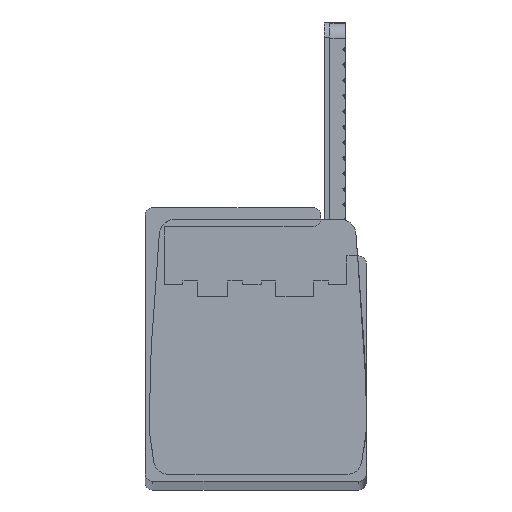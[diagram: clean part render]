
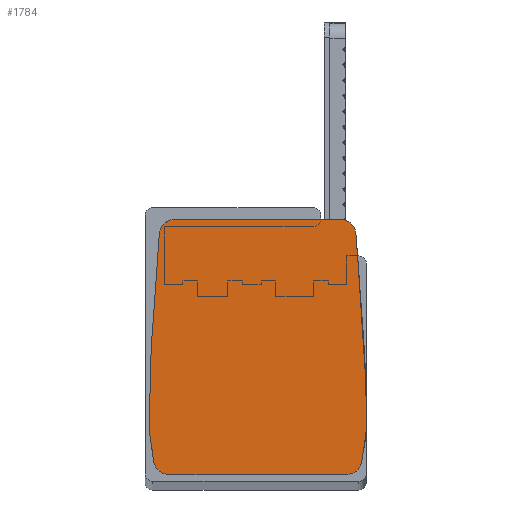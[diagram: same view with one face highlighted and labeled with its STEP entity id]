
A CAD part, top view. The second image highlights one B-rep face of the part: STEP entity #1784.
In plain terms, the highlighted planar face has unit normal (0, 0, 1).
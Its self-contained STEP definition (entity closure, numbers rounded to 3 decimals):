
#741 = EDGE_CURVE ( 'NONE', #7545, #7583, #32114, .T. ) ;
#745 = EDGE_CURVE ( 'NONE', #7583, #7519, #30167, .T. ) ;
#753 = EDGE_CURVE ( 'NONE', #7503, #7532, #32070, .T. ) ;
#775 = EDGE_CURVE ( 'NONE', #7503, #7613, #12866, .T. ) ;
#776 = EDGE_CURVE ( 'NONE', #7519, #7549, #32103, .T. ) ;
#777 = EDGE_CURVE ( 'NONE', #7507, #7613, #30165, .T. ) ;
#778 = EDGE_CURVE ( 'NONE', #7545, #7532, #12830, .T. ) ;
#782 = EDGE_CURVE ( 'NONE', #7543, #7549, #12852, .T. ) ;
#800 = EDGE_CURVE ( 'NONE', #7543, #7507, #32142, .T. ) ;
#1784 = ADVANCED_FACE ( 'NONE', ( #16747 ), #16722, .F. ) ;
#7503 = VERTEX_POINT ( 'NONE', #24971 ) ;
#7507 = VERTEX_POINT ( 'NONE', #25016 ) ;
#7519 = VERTEX_POINT ( 'NONE', #25069 ) ;
#7532 = VERTEX_POINT ( 'NONE', #25038 ) ;
#7543 = VERTEX_POINT ( 'NONE', #25078 ) ;
#7545 = VERTEX_POINT ( 'NONE', #25083 ) ;
#7549 = VERTEX_POINT ( 'NONE', #25048 ) ;
#7583 = VERTEX_POINT ( 'NONE', #25052 ) ;
#7613 = VERTEX_POINT ( 'NONE', #25080 ) ;
#8494 = EDGE_LOOP ( 'NONE', ( #27996, #27833, #27902, #27923, #27835, #27972, #28000, #27951, #27953 ) ) ;
#12685 = CARTESIAN_POINT ( 'NONE',  ( 747.927, 271.23, 220.276 ) ) ;
#12691 = CARTESIAN_POINT ( 'NONE',  ( 746.936, 271.155, 220.276 ) ) ;
#12693 = DIRECTION ( 'NONE',  ( -1., 0., 0. ) ) ;
#12700 = CARTESIAN_POINT ( 'NONE',  ( 748.152, 268.251, 220.276 ) ) ;
#12701 = CARTESIAN_POINT ( 'NONE',  ( 748.412, 265.273, 220.276 ) ) ;
#12702 = CARTESIAN_POINT ( 'NONE',  ( 748.58, 261.731, 220.276 ) ) ;
#12703 = CARTESIAN_POINT ( 'NONE',  ( 748.603, 261.174, 220.276 ) ) ;
#12704 = CARTESIAN_POINT ( 'NONE',  ( 748.637, 260.06, 220.276 ) ) ;
#12723 = DIRECTION ( 'NONE',  ( 0., 0., -1. ) ) ;
#12733 = DIRECTION ( 'NONE',  ( -1., 0., 0. ) ) ;
#12734 = CARTESIAN_POINT ( 'NONE',  ( 748.655, 259.503, 220.276 ) ) ;
#12745 = CARTESIAN_POINT ( 'NONE',  ( 736.208, 271.155, 220.276 ) ) ;
#12747 = CARTESIAN_POINT ( 'NONE',  ( 748.6, 258.11, 220.276 ) ) ;
#12752 = DIRECTION ( 'NONE',  ( 0., 0., -1. ) ) ;
#12770 = CARTESIAN_POINT ( 'NONE',  ( 748.463, 257.278, 220.276 ) ) ;
#12774 = CARTESIAN_POINT ( 'NONE',  ( 748.297, 256.449, 220.276 ) ) ;
#12823 = CARTESIAN_POINT ( 'NONE',  ( 734.693, 257.29, 220.276 ) ) ;
#12824 = DIRECTION ( 'NONE',  ( -1., 0., 0. ) ) ;
#12826 = CARTESIAN_POINT ( 'NONE',  ( 734.583, 261.834, 220.276 ) ) ;
#12830 = LINE ( 'NONE', #12865, #32076 ) ;
#12831 = CARTESIAN_POINT ( 'NONE',  ( 735.074, 269.196, 220.276 ) ) ;
#12834 = CARTESIAN_POINT ( 'NONE',  ( 734.524, 260.133, 220.276 ) ) ;
#12836 = CARTESIAN_POINT ( 'NONE',  ( 734.72, 264.669, 220.276 ) ) ;
#12837 = CARTESIAN_POINT ( 'NONE',  ( 734.897, 266.933, 220.276 ) ) ;
#12838 = DIRECTION ( 'NONE',  ( -1., 0., 0. ) ) ;
#12840 = CARTESIAN_POINT ( 'NONE',  ( 734.559, 261.267, 220.276 ) ) ;
#12842 = CARTESIAN_POINT ( 'NONE',  ( 748.131, 255.649, 220.276 ) ) ;
#12843 = CARTESIAN_POINT ( 'NONE',  ( 734.503, 259.565, 220.276 ) ) ;
#12845 = DIRECTION ( 'NONE',  ( 1., 0., 0. ) ) ;
#12852 = LINE ( 'NONE', #12842, #32077 ) ;
#12857 = CARTESIAN_POINT ( 'NONE',  ( 734.554, 258.136, 220.276 ) ) ;
#12858 = DIRECTION ( 'NONE',  ( -0.07, -0.998, 0. ) ) ;
#12859 = DIRECTION ( 'NONE',  ( 0., 0., -1. ) ) ;
#12862 = CARTESIAN_POINT ( 'NONE',  ( 735.074, 269.196, 220.276 ) ) ;
#12863 = CARTESIAN_POINT ( 'NONE',  ( 734.861, 256.449, 220.276 ) ) ;
#12864 = CARTESIAN_POINT ( 'NONE',  ( 747.323, 256.643, 220.276 ) ) ;
#12865 = CARTESIAN_POINT ( 'NONE',  ( 735.281, 272.149, 220.276 ) ) ;
#12866 = LINE ( 'NONE', #12831, #32080 ) ;
#12886 = DIRECTION ( 'NONE',  ( -1., 0., 0. ) ) ;
#12904 = CARTESIAN_POINT ( 'NONE',  ( 735.836, 256.643, 220.276 ) ) ;
#12907 = DIRECTION ( 'NONE',  ( 0., 0., -1. ) ) ;
#16722 = PLANE ( 'NONE',  #22656 ) ;
#16738 = DIRECTION ( 'NONE',  ( 0., 0., -1. ) ) ;
#16747 = FACE_OUTER_BOUND ( 'NONE', #8494, .T. ) ;
#16767 = CARTESIAN_POINT ( 'NONE',  ( 734.61, 262.401, 220.276 ) ) ;
#16769 = DIRECTION ( 'NONE',  ( -1., 0., 0. ) ) ;
#22656 = AXIS2_PLACEMENT_3D ( 'NONE', #16767, #16738, #16769 ) ;
#24971 = CARTESIAN_POINT ( 'NONE',  ( 735.216, 271.225, 220.276 ) ) ;
#25016 = CARTESIAN_POINT ( 'NONE',  ( 734.861, 256.449, 220.276 ) ) ;
#25038 = CARTESIAN_POINT ( 'NONE',  ( 736.208, 272.149, 220.276 ) ) ;
#25048 = CARTESIAN_POINT ( 'NONE',  ( 747.323, 255.649, 220.276 ) ) ;
#25052 = CARTESIAN_POINT ( 'NONE',  ( 747.927, 271.23, 220.276 ) ) ;
#25069 = CARTESIAN_POINT ( 'NONE',  ( 748.297, 256.449, 220.276 ) ) ;
#25078 = CARTESIAN_POINT ( 'NONE',  ( 735.836, 255.649, 220.276 ) ) ;
#25080 = CARTESIAN_POINT ( 'NONE',  ( 735.074, 269.196, 220.276 ) ) ;
#25083 = CARTESIAN_POINT ( 'NONE',  ( 746.936, 272.149, 220.276 ) ) ;
#27833 = ORIENTED_EDGE ( 'NONE', *, *, #745, .F. ) ;
#27835 = ORIENTED_EDGE ( 'NONE', *, *, #753, .F. ) ;
#27902 = ORIENTED_EDGE ( 'NONE', *, *, #741, .F. ) ;
#27923 = ORIENTED_EDGE ( 'NONE', *, *, #778, .T. ) ;
#27951 = ORIENTED_EDGE ( 'NONE', *, *, #800, .F. ) ;
#27953 = ORIENTED_EDGE ( 'NONE', *, *, #782, .T. ) ;
#27972 = ORIENTED_EDGE ( 'NONE', *, *, #775, .T. ) ;
#27996 = ORIENTED_EDGE ( 'NONE', *, *, #776, .F. ) ;
#28000 = ORIENTED_EDGE ( 'NONE', *, *, #777, .F. ) ;
#30165 = B_SPLINE_CURVE_WITH_KNOTS ( 'NONE', 3,
 ( #12863, #12823, #12857, #12843, #12834, #12840, #12826, #12836, #12837, #12862 ),
 .UNSPECIFIED., .F., .F.,
 ( 4, 2, 2, 2, 4 ),
 ( 0., 0.003, 0.004, 0.006, 0.013 ),
 .UNSPECIFIED. ) ;
#30167 = B_SPLINE_CURVE_WITH_KNOTS ( 'NONE', 3,
 ( #12685, #12700, #12701, #12702, #12703, #12704, #12734, #12747, #12770, #12774 ),
 .UNSPECIFIED., .F., .F.,
 ( 4, 2, 2, 2, 4 ),
 ( 0., 0.009, 0.011, 0.012, 0.015 ),
 .UNSPECIFIED. ) ;
#32070 = CIRCLE ( 'NONE', #32107, 0.994 ) ;
#32076 = VECTOR ( 'NONE', #12838, 1000. ) ;
#32077 = VECTOR ( 'NONE', #12845, 1000. ) ;
#32080 = VECTOR ( 'NONE', #12858, 1000. ) ;
#32100 = AXIS2_PLACEMENT_3D ( 'NONE', #12864, #12859, #12824 ) ;
#32103 = CIRCLE ( 'NONE', #32100, 0.994 ) ;
#32106 = AXIS2_PLACEMENT_3D ( 'NONE', #12691, #12723, #12693 ) ;
#32107 = AXIS2_PLACEMENT_3D ( 'NONE', #12745, #12752, #12733 ) ;
#32114 = CIRCLE ( 'NONE', #32106, 0.994 ) ;
#32142 = CIRCLE ( 'NONE', #32197, 0.994 ) ;
#32197 = AXIS2_PLACEMENT_3D ( 'NONE', #12904, #12907, #12886 ) ;
